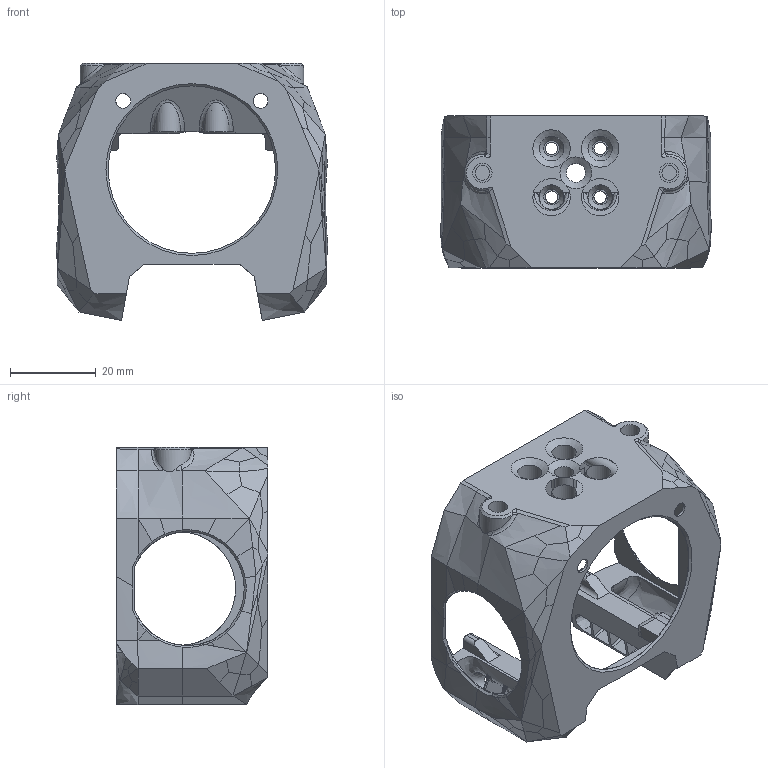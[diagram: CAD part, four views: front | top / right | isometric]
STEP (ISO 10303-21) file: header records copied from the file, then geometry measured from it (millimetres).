
FILE_DESCRIPTION(/* description */ (''),/* implementation_level */ '2;1');
FILE_NAME(/* name */ 'Mini Phaaaat boy AB Cowling-v2.step',/* time_stamp */ '2022-01-21T19:33:23+08:00',/* author */ (''),/* organization */ (''),/* preprocessor_version */ 'ST-DEVELOPER v18.1',/* originating_system */ 'Autodesk Translation Framework v10.10.0.1391',/* authorisation */ '');
FILE_SCHEMA (('AUTOMOTIVE_DESIGN { 1 0 10303 214 3 1 1 }'));
Products named in the file (1): Cowling
Bounding box: 63.17 x 35.35 x 59.84 mm (x, y, z)
Volume: 31709 mm3; surface area: 18354 mm2
Topology: 1 solids, 1 shells, 526 faces, 1451 edges, 897 vertices
Faces by surface type: bspline 316, plane 96, cylinder 85, torus 14, cone 14, sphere 1
Full cylindrical faces by diameter (mm): 2.9 x2, 3.4 x2, 3.45 x4, 4.4 x1, 4.5 x2, 5.7 x4, 39 x1
Entity records: 35873 total; most frequent: CARTESIAN_POINT 25039, ORIENTED_EDGE 2854, EDGE_CURVE 1427, DIRECTION 1244, VERTEX_POINT 897, B_SPLINE_CURVE_WITH_KNOTS 858, EDGE_LOOP 564, FACE_OUTER_BOUND 526
